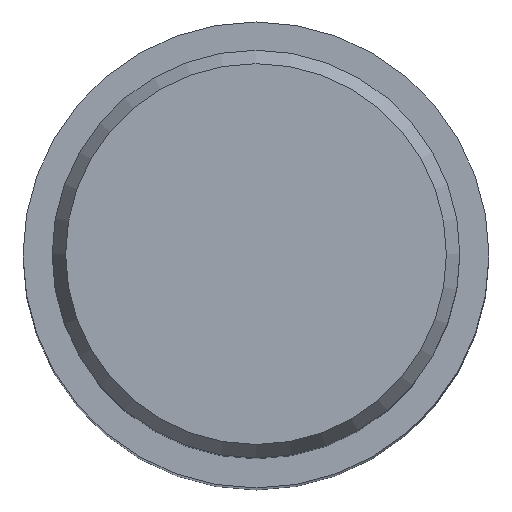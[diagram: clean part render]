
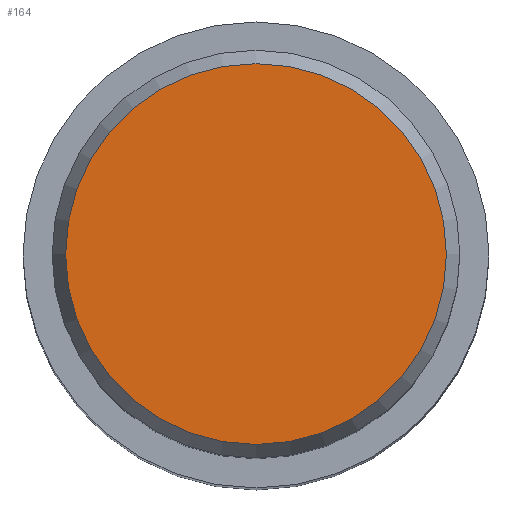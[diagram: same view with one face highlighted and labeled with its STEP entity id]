
A CAD part, top view. The second image highlights one B-rep face of the part: STEP entity #164.
In plain terms, the highlighted planar face has unit normal (0, 0, 1).
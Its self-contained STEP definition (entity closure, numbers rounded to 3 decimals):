
#164=ADVANCED_FACE('',(#234),#235,.T.);
#234=FACE_OUTER_BOUND('',#276,.T.);
#235=PLANE('',#277);
#276=EDGE_LOOP('',(#322));
#277=AXIS2_PLACEMENT_3D('',#323,#324,#325);
#322=ORIENTED_EDGE('',*,*,#354,.T.);
#323=CARTESIAN_POINT('',(0.0,0.0,95.0));
#324=DIRECTION('',(0.0,0.0,1.0));
#325=DIRECTION('',(1.0,0.0,0.0));
#354=EDGE_CURVE('',#378,#378,#379,.T.);
#378=VERTEX_POINT('',#404);
#379=CIRCLE('',#405,16.345);
#404=CARTESIAN_POINT('',(16.345,0.0,95.0));
#405=AXIS2_PLACEMENT_3D('',#432,#433,#434);
#432=CARTESIAN_POINT('',(0.0,0.0,95.0));
#433=DIRECTION('',(0.0,0.0,1.0));
#434=DIRECTION('',(1.0,0.0,0.0));
